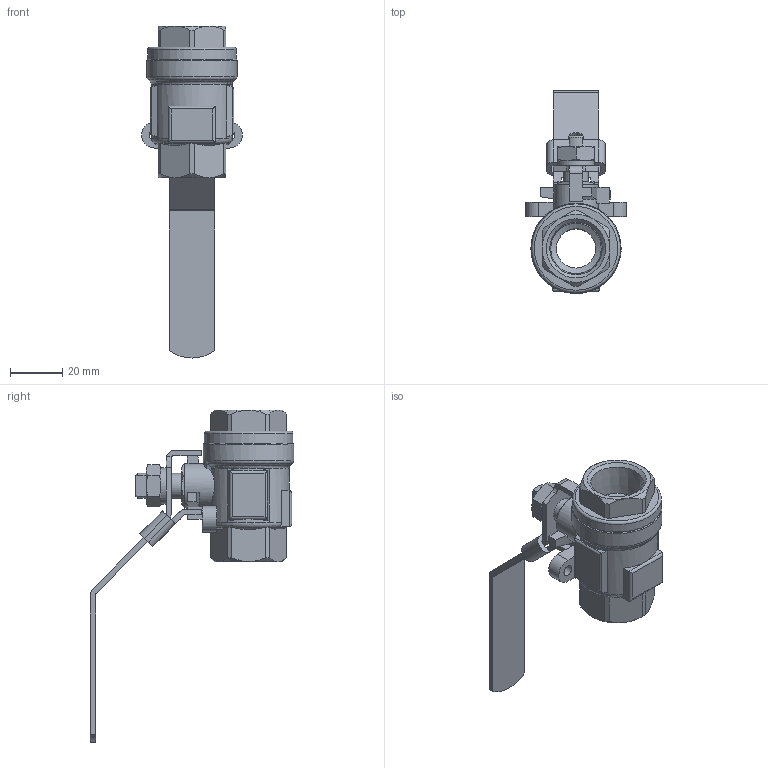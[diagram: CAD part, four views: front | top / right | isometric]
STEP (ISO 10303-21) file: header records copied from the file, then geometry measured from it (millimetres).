
FILE_DESCRIPTION(/* description */ ('STEP AP214'),/* implementation_level */ '2;1');
FILE_NAME(/* name */ '4745216_VZBE-1_2-T-63-D-2-M-V15V15',/* time_stamp */ '2024-09-18T01:29:56+02:00',/* author */ ('License CC BY-ND 4.0'),/* organization */ ('CADENAS'),/* preprocessor_version */ 'ST-DEVELOPER v19.3',/* originating_system */ 'PARTsolutions',/* authorisation */ ' ');
FILE_SCHEMA (('AUTOMOTIVE_DESIGN {1 0 10303 214 3 1 1}'));
Length unit declared in the file: millimetre
Products named in the file (1): 4745216 VZBE-1/2-T-63-D-2-M-V15V15
Bounding box: 38.5 x 77.75 x 127 mm (x, y, z)
Volume: 40771.2 mm3; surface area: 19147.4 mm2
Topology: 2 solids, 2 shells, 259 faces, 671 edges, 426 vertices
Faces by surface type: plane 155, cone 53, cylinder 46, torus 5
Full cylindrical faces by diameter (mm): 4.3 x2, 6 x1, 9.525 x1, 14 x1, 15 x1, 17 x1, 34 x1, 34.5 x1
Entity records: 7905 total; most frequent: CARTESIAN_POINT 1795, ORIENTED_EDGE 1296, DIRECTION 1178, EDGE_CURVE 648, VERTEX_POINT 422, AXIS2_PLACEMENT_3D 410, LINE 358, VECTOR 358
